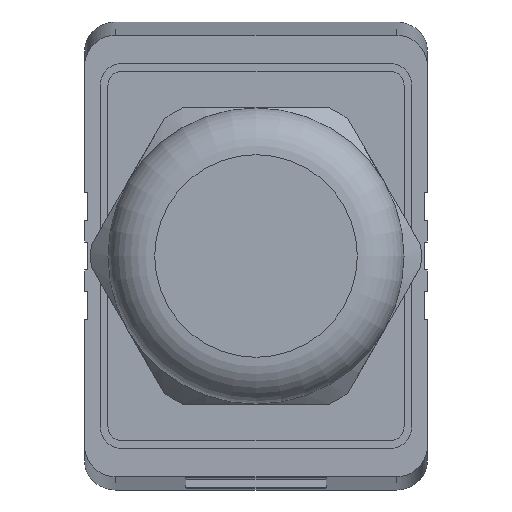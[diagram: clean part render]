
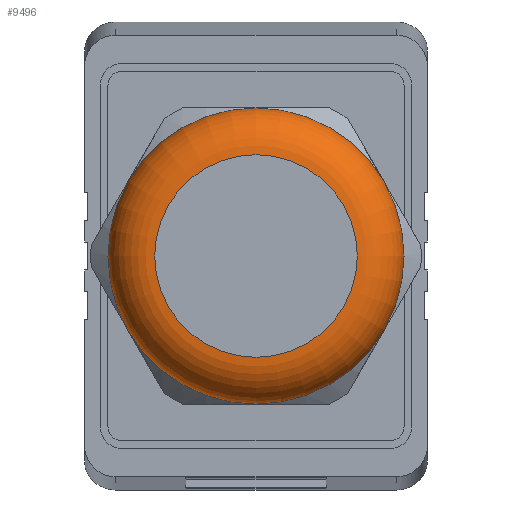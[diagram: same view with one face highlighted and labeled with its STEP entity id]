
A CAD part, front view. The second image highlights one B-rep face of the part: STEP entity #9496.
In plain terms, the highlighted toroidal (fillet/blend) face has major radius 6.5 mm and minor radius 3 mm.
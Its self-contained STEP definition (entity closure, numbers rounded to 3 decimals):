
#544 = AXIS2_PLACEMENT_3D ( 'NONE', #8942, #3510, #9830 ) ;
#570 = FACE_OUTER_BOUND ( 'NONE', #3824, .T. ) ;
#912 = EDGE_CURVE ( 'NONE', #2101, #2101, #3114, .T. ) ;
#1610 = CARTESIAN_POINT ( 'NONE',  ( 6.5, -51.127, 0. ) ) ;
#2101 = VERTEX_POINT ( 'NONE', #3393 ) ;
#2564 = AXIS2_PLACEMENT_3D ( 'NONE', #6427, #5534, #10906 ) ;
#3114 = CIRCLE ( 'NONE', #544, 9.5 ) ;
#3393 = CARTESIAN_POINT ( 'NONE',  ( 9.5, -48.127, 0. ) ) ;
#3510 = DIRECTION ( 'NONE',  ( 0., -1., 0. ) ) ;
#3819 = CARTESIAN_POINT ( 'NONE',  ( 0., -51.127, 0. ) ) ;
#3824 = EDGE_LOOP ( 'NONE', ( #6122 ) ) ;
#3928 = VERTEX_POINT ( 'NONE', #1610 ) ;
#4483 = AXIS2_PLACEMENT_3D ( 'NONE', #3819, #10121, #4718 ) ;
#4677 = EDGE_CURVE ( 'NONE', #3928, #3928, #5744, .T. ) ;
#4718 = DIRECTION ( 'NONE',  ( 1., 0., 0. ) ) ;
#5128 = EDGE_LOOP ( 'NONE', ( #8681 ) ) ;
#5358 = FACE_OUTER_BOUND ( 'NONE', #5128, .T. ) ;
#5534 = DIRECTION ( 'NONE',  ( 0., -1., 0. ) ) ;
#5744 = CIRCLE ( 'NONE', #4483, 6.5 ) ;
#6122 = ORIENTED_EDGE ( 'NONE', *, *, #912, .T. ) ;
#6427 = CARTESIAN_POINT ( 'NONE',  ( 0., -48.127, 0. ) ) ;
#8681 = ORIENTED_EDGE ( 'NONE', *, *, #4677, .F. ) ;
#8942 = CARTESIAN_POINT ( 'NONE',  ( 0., -48.127, 0. ) ) ;
#9496 = ADVANCED_FACE ( 'NONE', ( #5358, #570 ), #9880, .T. ) ;
#9830 = DIRECTION ( 'NONE',  ( 1., 0., 0. ) ) ;
#9880 = TOROIDAL_SURFACE ( 'NONE', #2564, 6.5, 3. ) ;
#10121 = DIRECTION ( 'NONE',  ( 0., -1., 0. ) ) ;
#10906 = DIRECTION ( 'NONE',  ( 1., 0., 0. ) ) ;
